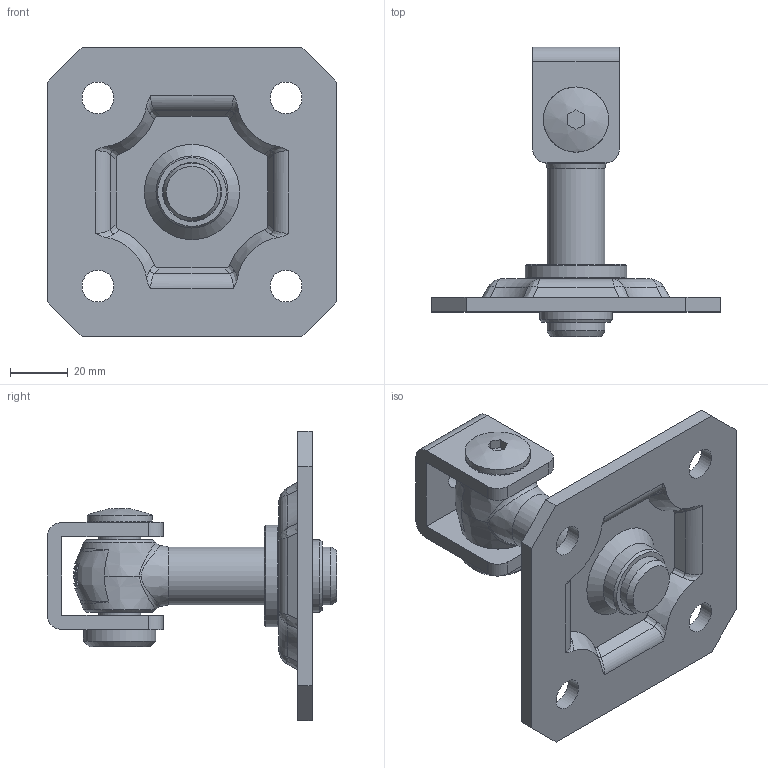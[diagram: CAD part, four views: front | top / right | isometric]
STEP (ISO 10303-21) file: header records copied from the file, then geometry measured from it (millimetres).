
FILE_DESCRIPTION(/* description */ ('162-M20 ZINCATO - CARDINE '),/* implementation_level */ '2;1');
FILE_NAME(/* name */ '10810505 001.stp',/* time_stamp */ '2023-10-25T08:42:39+02:00',/* author */ ('gcocco'),/* organization */ (''),/* preprocessor_version */ 'ST-DEVELOPER v19.2',/* originating_system */ 'Autodesk Inventor 2023',/* authorisation */ '');
FILE_SCHEMA (('AUTOMOTIVE_DESIGN { 1 0 10303 214 3 1 1 }'));
Length unit declared in the file: millimetre
Products named in the file (9): 10810505  001; 28305303  001; 21501002  001; 22501201; 27503109; 37503003  001; 37503003  001_1; 26401001  001; 23100562
Assembly tree (8 placements, depth 3):
  10810505  001
    28305303  001
    21501002  001
    22501201
    27503109
    37503003  001
      37503003  001_1
      26401001  001
      23100562
Bounding box: 100 x 100 x 100 mm (x, y, z)
Volume: 108218.8 mm3; surface area: 47553.5 mm2
Topology: 7 solids, 7 shells, 691 faces, 1851 edges, 1211 vertices
Faces by surface type: plane 538, bspline 77, cylinder 48, cone 20, torus 7, sphere 1
Full cylindrical faces by diameter (mm): 6.647 x1, 8 x2, 9 x1, 11 x4, 14.5 x1, 14.85 x1, 15 x1, 17.294 x1, 20 x1, 22.5 x1, 24.9 x2, 25 x1, 25.2 x1, 35 x1
Entity records: 24012 total; most frequent: CARTESIAN_POINT 6858, ORIENTED_EDGE 3680, DIRECTION 3106, EDGE_CURVE 1840, LINE 1380, VECTOR 1380, VERTEX_POINT 1211, AXIS2_PLACEMENT_3D 863
